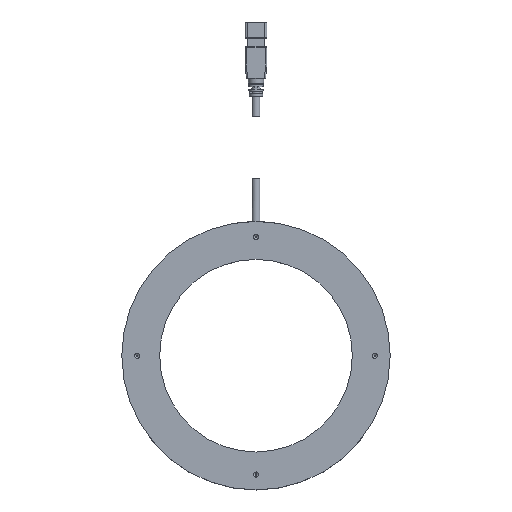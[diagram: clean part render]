
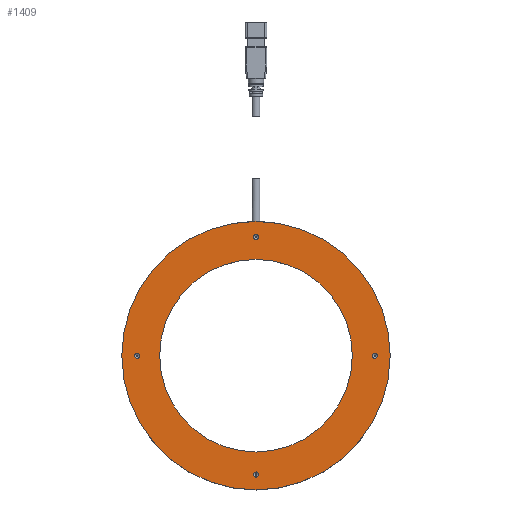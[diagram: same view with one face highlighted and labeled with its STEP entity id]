
A CAD part, top view. The second image highlights one B-rep face of the part: STEP entity #1409.
In plain terms, the highlighted planar face has unit normal (0, 0, 1).
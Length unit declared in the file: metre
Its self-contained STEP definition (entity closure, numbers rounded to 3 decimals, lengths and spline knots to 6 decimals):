
#1409=ADVANCED_FACE('NONE',(#4000,#4001,#4002,#4003,#4004,#4005),#4006,.F.);
#4000=FACE_BOUND('',#8957,.T.);
#4001=FACE_BOUND('',#8958,.T.);
#4002=FACE_BOUND('',#8959,.T.);
#4003=FACE_BOUND('',#8960,.T.);
#4004=FACE_BOUND('',#8961,.T.);
#4005=FACE_OUTER_BOUND('',#8962,.T.);
#4006=PLANE('',#8963);
#8957=EDGE_LOOP('',(#18796));
#8958=EDGE_LOOP('',(#18797));
#8959=EDGE_LOOP('',(#18798));
#8960=EDGE_LOOP('',(#18799));
#8961=EDGE_LOOP('',(#18800));
#8962=EDGE_LOOP('',(#18801));
#8963=AXIS2_PLACEMENT_3D('',#18802,#18803,#18804);
#18796=ORIENTED_EDGE('',*,*,#24744,.F.);
#18797=ORIENTED_EDGE('',*,*,#24745,.F.);
#18798=ORIENTED_EDGE('',*,*,#24746,.F.);
#18799=ORIENTED_EDGE('',*,*,#24747,.F.);
#18800=ORIENTED_EDGE('',*,*,#24734,.F.);
#18801=ORIENTED_EDGE('',*,*,#24748,.T.);
#18802=CARTESIAN_POINT('',(-0.047,0.,0.0245));
#18803=DIRECTION('',(0.0,0.,-1.0));
#18804=DIRECTION('',(1.0,0.0,0.0));
#24734=EDGE_CURVE('NONE',#27462,#27462,#27463,.T.);
#24744=EDGE_CURVE('NONE',#27477,#27477,#27478,.T.);
#24745=EDGE_CURVE('NONE',#27479,#27479,#27480,.T.);
#24746=EDGE_CURVE('NONE',#27481,#27481,#27482,.T.);
#24747=EDGE_CURVE('NONE',#27483,#27483,#27484,.T.);
#24748=EDGE_CURVE('NONE',#27485,#27485,#27486,.T.);
#27462=VERTEX_POINT('',#40979);
#27463=CIRCLE('',#40980,0.00125);
#27477=VERTEX_POINT('',#40994);
#27478=CIRCLE('',#40995,0.047);
#27479=VERTEX_POINT('',#40996);
#27480=CIRCLE('',#40997,0.00125);
#27481=VERTEX_POINT('',#40998);
#27482=CIRCLE('',#40999,0.00125);
#27483=VERTEX_POINT('',#41000);
#27484=CIRCLE('',#41001,0.00125);
#27485=VERTEX_POINT('',#41002);
#27486=CIRCLE('',#41003,0.0655);
#40979=CARTESIAN_POINT('',(-0.05925,0.,0.0245));
#40980=AXIS2_PLACEMENT_3D('',#44690,#44691,#44692);
#40994=CARTESIAN_POINT('',(0.0,-0.047,0.0245));
#40995=AXIS2_PLACEMENT_3D('',#44705,#44706,#44707);
#40996=CARTESIAN_POINT('',(0.0,-0.05925,0.0245));
#40997=AXIS2_PLACEMENT_3D('',#44708,#44709,#44710);
#40998=CARTESIAN_POINT('',(0.05925,0.,0.0245));
#40999=AXIS2_PLACEMENT_3D('',#44711,#44712,#44713);
#41000=CARTESIAN_POINT('',(0.0,0.05925,0.0245));
#41001=AXIS2_PLACEMENT_3D('',#44714,#44715,#44716);
#41002=CARTESIAN_POINT('',(0.0,-0.0655,0.0245));
#41003=AXIS2_PLACEMENT_3D('',#44717,#44718,#44719);
#44690=CARTESIAN_POINT('',(-0.058,0.,0.0245));
#44691=DIRECTION('',(0.0,0.,1.0));
#44692=DIRECTION('',(-1.0,0.,0.));
#44705=CARTESIAN_POINT('',(0.0,0.,0.0245));
#44706=DIRECTION('',(0.0,0.,1.0));
#44707=DIRECTION('',(0.0,-1.0,0.));
#44708=CARTESIAN_POINT('',(0.0,-0.058,0.0245));
#44709=DIRECTION('',(0.0,0.,1.0));
#44710=DIRECTION('',(0.0,-1.0,0.));
#44711=CARTESIAN_POINT('',(0.058,0.,0.0245));
#44712=DIRECTION('',(0.0,0.,1.0));
#44713=DIRECTION('',(1.0,0.,0.));
#44714=CARTESIAN_POINT('',(0.0,0.058,0.0245));
#44715=DIRECTION('',(0.0,0.,1.0));
#44716=DIRECTION('',(0.0,1.0,0.));
#44717=CARTESIAN_POINT('',(0.0,0.,0.0245));
#44718=DIRECTION('',(0.0,0.,1.0));
#44719=DIRECTION('',(0.0,-1.0,0.));
